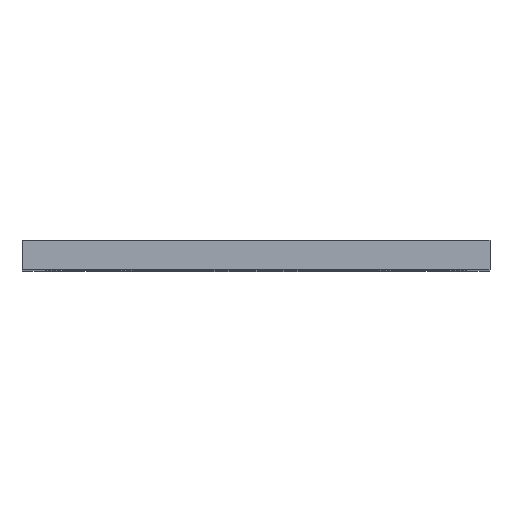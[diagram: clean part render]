
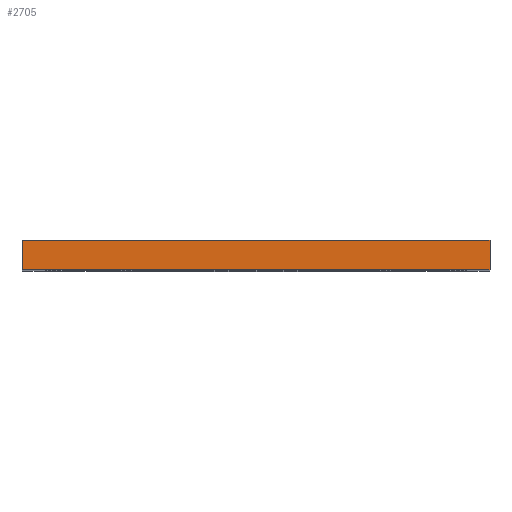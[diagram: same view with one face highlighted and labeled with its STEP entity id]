
A CAD part, top view. The second image highlights one B-rep face of the part: STEP entity #2705.
In plain terms, the highlighted planar face has unit normal (0, 0, 1).
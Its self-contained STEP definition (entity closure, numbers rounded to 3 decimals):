
#210 = DIRECTION ( 'NONE',  ( 1., 0., 0. ) ) ;
#325 = EDGE_CURVE ( 'NONE', #957, #3315, #362, .T. ) ;
#358 = VECTOR ( 'NONE', #210, 1000. ) ;
#362 = LINE ( 'NONE', #1355, #1111 ) ;
#398 = CARTESIAN_POINT ( 'NONE',  ( 0., -1.25, 68. ) ) ;
#403 = EDGE_CURVE ( 'NONE', #3315, #2755, #3645, .T. ) ;
#629 = LINE ( 'NONE', #2323, #2157 ) ;
#761 = CARTESIAN_POINT ( 'NONE',  ( 20., -1.25, 68. ) ) ;
#802 = DIRECTION ( 'NONE',  ( 0., 1., 0. ) ) ;
#957 = VERTEX_POINT ( 'NONE', #2913 ) ;
#975 = EDGE_CURVE ( 'NONE', #1177, #2755, #2980, .T. ) ;
#981 = PLANE ( 'NONE',  #2809 ) ;
#1052 = CARTESIAN_POINT ( 'NONE',  ( 20., -1.25, 68. ) ) ;
#1066 = DIRECTION ( 'NONE',  ( 0., 1., 0. ) ) ;
#1111 = VECTOR ( 'NONE', #1125, 1000. ) ;
#1125 = DIRECTION ( 'NONE',  ( 1., 0., 0. ) ) ;
#1177 = VERTEX_POINT ( 'NONE', #2136 ) ;
#1319 = ORIENTED_EDGE ( 'NONE', *, *, #975, .F. ) ;
#1355 = CARTESIAN_POINT ( 'NONE',  ( 0., -1.25, 68. ) ) ;
#1647 = DIRECTION ( 'NONE',  ( 0., 0., 1. ) ) ;
#1731 = ORIENTED_EDGE ( 'NONE', *, *, #403, .T. ) ;
#2136 = CARTESIAN_POINT ( 'NONE',  ( -20., 1.25, 68. ) ) ;
#2157 = VECTOR ( 'NONE', #802, 1000. ) ;
#2208 = FACE_OUTER_BOUND ( 'NONE', #2353, .T. ) ;
#2265 = DIRECTION ( 'NONE',  ( 1., 0., 0. ) ) ;
#2323 = CARTESIAN_POINT ( 'NONE',  ( -20., -1.25, 68. ) ) ;
#2353 = EDGE_LOOP ( 'NONE', ( #1319, #3665, #3720, #1731 ) ) ;
#2705 = ADVANCED_FACE ( 'NONE', ( #2208 ), #981, .T. ) ;
#2755 = VERTEX_POINT ( 'NONE', #2820 ) ;
#2809 = AXIS2_PLACEMENT_3D ( 'NONE', #398, #1647, #2265 ) ;
#2820 = CARTESIAN_POINT ( 'NONE',  ( 20., 1.25, 68. ) ) ;
#2899 = EDGE_CURVE ( 'NONE', #957, #1177, #629, .T. ) ;
#2913 = CARTESIAN_POINT ( 'NONE',  ( -20., -1.25, 68. ) ) ;
#2980 = LINE ( 'NONE', #3240, #358 ) ;
#3240 = CARTESIAN_POINT ( 'NONE',  ( 0., 1.25, 68. ) ) ;
#3315 = VERTEX_POINT ( 'NONE', #1052 ) ;
#3645 = LINE ( 'NONE', #761, #3839 ) ;
#3665 = ORIENTED_EDGE ( 'NONE', *, *, #2899, .F. ) ;
#3720 = ORIENTED_EDGE ( 'NONE', *, *, #325, .T. ) ;
#3839 = VECTOR ( 'NONE', #1066, 1000. ) ;
